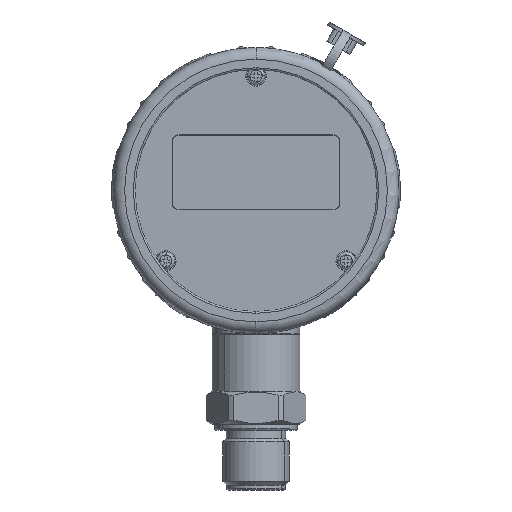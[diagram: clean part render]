
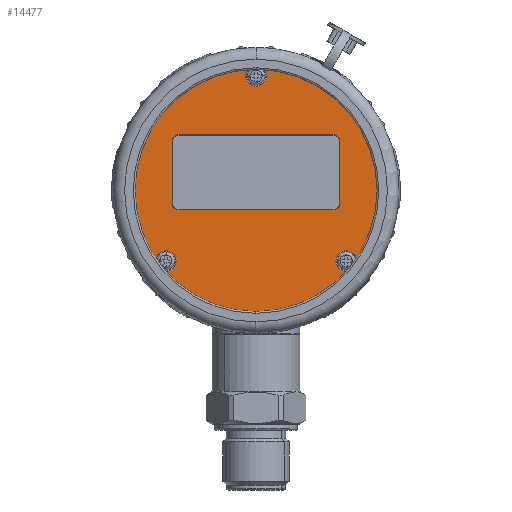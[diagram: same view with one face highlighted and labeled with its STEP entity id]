
A CAD part, front view. The second image highlights one B-rep face of the part: STEP entity #14477.
In plain terms, the highlighted planar face has unit normal (0, -1, 0).
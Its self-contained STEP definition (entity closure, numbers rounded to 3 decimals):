
#1092 = VERTEX_POINT ( 'NONE', #22596 ) ;
#1280 = ORIENTED_EDGE ( 'NONE', *, *, #53126, .T. ) ;
#1843 = EDGE_CURVE ( 'NONE', #10850, #23538, #29807, .T. ) ;
#1852 = VERTEX_POINT ( 'NONE', #8149 ) ;
#2126 = VERTEX_POINT ( 'NONE', #45416 ) ;
#3818 = LINE ( 'NONE', #33879, #25594 ) ;
#4147 = DIRECTION ( 'NONE',  ( 0., 0., 1. ) ) ;
#4227 = VERTEX_POINT ( 'NONE', #56268 ) ;
#4515 = EDGE_CURVE ( 'NONE', #2126, #20759, #3818, .T. ) ;
#4780 = CIRCLE ( 'NONE', #40976, 3.1 ) ;
#5987 = ORIENTED_EDGE ( 'NONE', *, *, #13036, .T. ) ;
#6464 = ORIENTED_EDGE ( 'NONE', *, *, #1843, .T. ) ;
#6576 = DIRECTION ( 'NONE',  ( 0., 0., 1. ) ) ;
#6642 = CARTESIAN_POINT ( 'NONE',  ( -27.186, -1.25, 18.14 ) ) ;
#6909 = DIRECTION ( 'NONE',  ( 0., 1., 0. ) ) ;
#7069 = CIRCLE ( 'NONE', #48180, 3.1 ) ;
#7840 = VECTOR ( 'NONE', #18524, 1000. ) ;
#8060 = DIRECTION ( 'NONE',  ( 0., 0., 1. ) ) ;
#8149 = CARTESIAN_POINT ( 'NONE',  ( 0., -1.25, -31.4 ) ) ;
#8223 = AXIS2_PLACEMENT_3D ( 'NONE', #21516, #46626, #60697 ) ;
#8554 = DIRECTION ( 'NONE',  ( 1., 0., 0. ) ) ;
#8671 = ORIENTED_EDGE ( 'NONE', *, *, #64154, .T. ) ;
#9708 = ORIENTED_EDGE ( 'NONE', *, *, #56543, .T. ) ;
#9969 = CARTESIAN_POINT ( 'NONE',  ( 23.2, -1.25, 5.8 ) ) ;
#10683 = LINE ( 'NONE', #21435, #61849 ) ;
#10850 = VERTEX_POINT ( 'NONE', #6642 ) ;
#11293 = ORIENTED_EDGE ( 'NONE', *, *, #19300, .T. ) ;
#11411 = ORIENTED_EDGE ( 'NONE', *, *, #21550, .T. ) ;
#11514 = EDGE_CURVE ( 'NONE', #16443, #1092, #35896, .T. ) ;
#11516 = CARTESIAN_POINT ( 'NONE',  ( 0., -1.25, -34.5 ) ) ;
#11807 = DIRECTION ( 'NONE',  ( 0., 1., 0. ) ) ;
#13036 = EDGE_CURVE ( 'NONE', #52673, #4227, #38805, .T. ) ;
#13565 = CARTESIAN_POINT ( 'NONE',  ( 27.186, -1.25, 24.34 ) ) ;
#13618 = CARTESIAN_POINT ( 'NONE',  ( -23.2, -1.25, -16.8 ) ) ;
#14308 = AXIS2_PLACEMENT_3D ( 'NONE', #42321, #62028, #8060 ) ;
#14343 = ORIENTED_EDGE ( 'NONE', *, *, #11514, .T. ) ;
#14477 = ADVANCED_FACE ( 'NONE', ( #39515, #58940, #55860, #49636, #41073 ), #56162, .F. ) ;
#15097 = DIRECTION ( 'NONE',  ( 0., 1., 0. ) ) ;
#15518 = DIRECTION ( 'NONE',  ( 0., -1., 0. ) ) ;
#15946 = CARTESIAN_POINT ( 'NONE',  ( 0., -1.25, -34.5 ) ) ;
#16443 = VERTEX_POINT ( 'NONE', #13565 ) ;
#17732 = CIRCLE ( 'NONE', #21603, 3.1 ) ;
#18185 = CARTESIAN_POINT ( 'NONE',  ( 25.3, -1.25, -14.7 ) ) ;
#18524 = DIRECTION ( 'NONE',  ( -1., 0., 0. ) ) ;
#18809 = DIRECTION ( 'NONE',  ( 0., 1., 0. ) ) ;
#19154 = VERTEX_POINT ( 'NONE', #44525 ) ;
#19300 = EDGE_CURVE ( 'NONE', #28284, #2126, #60653, .T. ) ;
#20239 = VERTEX_POINT ( 'NONE', #9969 ) ;
#20759 = VERTEX_POINT ( 'NONE', #51337 ) ;
#21388 = CARTESIAN_POINT ( 'NONE',  ( -27.186, -1.25, 21.24 ) ) ;
#21435 = CARTESIAN_POINT ( 'NONE',  ( 25.3, -1.25, 0. ) ) ;
#21507 = DIRECTION ( 'NONE',  ( 0., 0., 1. ) ) ;
#21516 = CARTESIAN_POINT ( 'NONE',  ( 0., -1.25, 0. ) ) ;
#21550 = EDGE_CURVE ( 'NONE', #20239, #38136, #28019, .T. ) ;
#21570 = CARTESIAN_POINT ( 'NONE',  ( -23.2, -1.25, -14.7 ) ) ;
#21603 = AXIS2_PLACEMENT_3D ( 'NONE', #11516, #6909, #21507 ) ;
#22596 = CARTESIAN_POINT ( 'NONE',  ( 27.186, -1.25, 18.14 ) ) ;
#23494 = ORIENTED_EDGE ( 'NONE', *, *, #4515, .T. ) ;
#23538 = VERTEX_POINT ( 'NONE', #52944 ) ;
#23743 = CARTESIAN_POINT ( 'NONE',  ( 23.2, -1.25, 3.7 ) ) ;
#25594 = VECTOR ( 'NONE', #63362, 1000. ) ;
#25668 = EDGE_LOOP ( 'NONE', ( #53256, #8671 ) ) ;
#26519 = AXIS2_PLACEMENT_3D ( 'NONE', #50313, #35940, #30377 ) ;
#26992 = DIRECTION ( 'NONE',  ( 0., 0., 1. ) ) ;
#27048 = CARTESIAN_POINT ( 'NONE',  ( 27.186, -1.25, 21.24 ) ) ;
#28019 = CIRCLE ( 'NONE', #57146, 2.1 ) ;
#28284 = VERTEX_POINT ( 'NONE', #13618 ) ;
#29243 = AXIS2_PLACEMENT_3D ( 'NONE', #21570, #61178, #26992 ) ;
#29807 = CIRCLE ( 'NONE', #35054, 3.1 ) ;
#29849 = CARTESIAN_POINT ( 'NONE',  ( 23.2, -1.25, -14.7 ) ) ;
#30377 = DIRECTION ( 'NONE',  ( 0., 0., 1. ) ) ;
#30442 = CARTESIAN_POINT ( 'NONE',  ( -23.2, -1.25, 3.7 ) ) ;
#31487 = EDGE_CURVE ( 'NONE', #1092, #16443, #36265, .T. ) ;
#31979 = DIRECTION ( 'NONE',  ( 0., 0., 1. ) ) ;
#33103 = DIRECTION ( 'NONE',  ( 0., 0., 1. ) ) ;
#33879 = CARTESIAN_POINT ( 'NONE',  ( -25.3, -1.25, 0. ) ) ;
#34521 = CARTESIAN_POINT ( 'NONE',  ( 25.3, -1.25, 3.7 ) ) ;
#35054 = AXIS2_PLACEMENT_3D ( 'NONE', #43059, #18809, #33103 ) ;
#35180 = ORIENTED_EDGE ( 'NONE', *, *, #60049, .T. ) ;
#35864 = CARTESIAN_POINT ( 'NONE',  ( -23.2, -1.25, 5.8 ) ) ;
#35896 = CIRCLE ( 'NONE', #14308, 3.1 ) ;
#35940 = DIRECTION ( 'NONE',  ( 0., -1., 0. ) ) ;
#36265 = CIRCLE ( 'NONE', #62039, 3.1 ) ;
#36548 = LINE ( 'NONE', #58160, #7840 ) ;
#37325 = EDGE_LOOP ( 'NONE', ( #14343, #40031 ) ) ;
#38136 = VERTEX_POINT ( 'NONE', #34521 ) ;
#38805 = CIRCLE ( 'NONE', #26519, 39.5 ) ;
#38874 = EDGE_CURVE ( 'NONE', #1852, #41253, #17732, .T. ) ;
#39443 = VERTEX_POINT ( 'NONE', #35864 ) ;
#39515 = FACE_BOUND ( 'NONE', #56010, .T. ) ;
#40031 = ORIENTED_EDGE ( 'NONE', *, *, #31487, .T. ) ;
#40976 = AXIS2_PLACEMENT_3D ( 'NONE', #21388, #11807, #6576 ) ;
#41073 = FACE_OUTER_BOUND ( 'NONE', #60628, .T. ) ;
#41253 = VERTEX_POINT ( 'NONE', #44141 ) ;
#41583 = EDGE_CURVE ( 'NONE', #39443, #20239, #44629, .T. ) ;
#41669 = AXIS2_PLACEMENT_3D ( 'NONE', #29849, #15097, #49761 ) ;
#42321 = CARTESIAN_POINT ( 'NONE',  ( 27.186, -1.25, 21.24 ) ) ;
#42796 = DIRECTION ( 'NONE',  ( 0., 0., -1. ) ) ;
#43059 = CARTESIAN_POINT ( 'NONE',  ( -27.186, -1.25, 21.24 ) ) ;
#43777 = AXIS2_PLACEMENT_3D ( 'NONE', #45204, #15518, #50198 ) ;
#43862 = ORIENTED_EDGE ( 'NONE', *, *, #41583, .T. ) ;
#44141 = CARTESIAN_POINT ( 'NONE',  ( 0., -1.25, -37.6 ) ) ;
#44406 = EDGE_LOOP ( 'NONE', ( #53393, #6464 ) ) ;
#44525 = CARTESIAN_POINT ( 'NONE',  ( 23.2, -1.25, -16.8 ) ) ;
#44629 = LINE ( 'NONE', #63589, #56272 ) ;
#45204 = CARTESIAN_POINT ( 'NONE',  ( 0., -1.25, 0. ) ) ;
#45416 = CARTESIAN_POINT ( 'NONE',  ( -25.3, -1.25, -14.7 ) ) ;
#46358 = CARTESIAN_POINT ( 'NONE',  ( 0., -1.25, 39.5 ) ) ;
#46626 = DIRECTION ( 'NONE',  ( 0., 1., 0. ) ) ;
#48180 = AXIS2_PLACEMENT_3D ( 'NONE', #15946, #50607, #55605 ) ;
#49636 = FACE_BOUND ( 'NONE', #25668, .T. ) ;
#49761 = DIRECTION ( 'NONE',  ( 0., 0., 1. ) ) ;
#50198 = DIRECTION ( 'NONE',  ( 0., 0., 1. ) ) ;
#50313 = CARTESIAN_POINT ( 'NONE',  ( 0., -1.25, 0. ) ) ;
#50607 = DIRECTION ( 'NONE',  ( 0., 1., 0. ) ) ;
#51337 = CARTESIAN_POINT ( 'NONE',  ( -25.3, -1.25, 3.7 ) ) ;
#52673 = VERTEX_POINT ( 'NONE', #46358 ) ;
#52944 = CARTESIAN_POINT ( 'NONE',  ( -27.186, -1.25, 24.34 ) ) ;
#53118 = EDGE_CURVE ( 'NONE', #63501, #19154, #61945, .T. ) ;
#53126 = EDGE_CURVE ( 'NONE', #4227, #52673, #54265, .T. ) ;
#53256 = ORIENTED_EDGE ( 'NONE', *, *, #38874, .T. ) ;
#53393 = ORIENTED_EDGE ( 'NONE', *, *, #56257, .T. ) ;
#53987 = ORIENTED_EDGE ( 'NONE', *, *, #60464, .T. ) ;
#54209 = ORIENTED_EDGE ( 'NONE', *, *, #53118, .T. ) ;
#54265 = CIRCLE ( 'NONE', #43777, 39.5 ) ;
#55578 = DIRECTION ( 'NONE',  ( 0., 0., 1. ) ) ;
#55605 = DIRECTION ( 'NONE',  ( 0., 0., 1. ) ) ;
#55860 = FACE_BOUND ( 'NONE', #37325, .T. ) ;
#56010 = EDGE_LOOP ( 'NONE', ( #43862, #11411, #35180, #54209, #9708, #11293, #23494, #53987 ) ) ;
#56162 = PLANE ( 'NONE',  #8223 ) ;
#56257 = EDGE_CURVE ( 'NONE', #23538, #10850, #4780, .T. ) ;
#56268 = CARTESIAN_POINT ( 'NONE',  ( 0., -1.25, -39.5 ) ) ;
#56272 = VECTOR ( 'NONE', #8554, 1000. ) ;
#56407 = CIRCLE ( 'NONE', #59935, 2.1 ) ;
#56543 = EDGE_CURVE ( 'NONE', #19154, #28284, #36548, .T. ) ;
#57146 = AXIS2_PLACEMENT_3D ( 'NONE', #23743, #58370, #4147 ) ;
#58160 = CARTESIAN_POINT ( 'NONE',  ( 0., -1.25, -16.8 ) ) ;
#58370 = DIRECTION ( 'NONE',  ( 0., 1., 0. ) ) ;
#58940 = FACE_BOUND ( 'NONE', #44406, .T. ) ;
#59935 = AXIS2_PLACEMENT_3D ( 'NONE', #30442, #60748, #55578 ) ;
#60049 = EDGE_CURVE ( 'NONE', #38136, #63501, #10683, .T. ) ;
#60464 = EDGE_CURVE ( 'NONE', #20759, #39443, #56407, .T. ) ;
#60628 = EDGE_LOOP ( 'NONE', ( #5987, #1280 ) ) ;
#60653 = CIRCLE ( 'NONE', #29243, 2.1 ) ;
#60697 = DIRECTION ( 'NONE',  ( 0., 0., 1. ) ) ;
#60748 = DIRECTION ( 'NONE',  ( 0., 1., 0. ) ) ;
#61178 = DIRECTION ( 'NONE',  ( 0., 1., 0. ) ) ;
#61656 = DIRECTION ( 'NONE',  ( 0., 1., 0. ) ) ;
#61849 = VECTOR ( 'NONE', #42796, 1000. ) ;
#61945 = CIRCLE ( 'NONE', #41669, 2.1 ) ;
#62028 = DIRECTION ( 'NONE',  ( 0., 1., 0. ) ) ;
#62039 = AXIS2_PLACEMENT_3D ( 'NONE', #27048, #61656, #31979 ) ;
#63362 = DIRECTION ( 'NONE',  ( 0., 0., 1. ) ) ;
#63501 = VERTEX_POINT ( 'NONE', #18185 ) ;
#63589 = CARTESIAN_POINT ( 'NONE',  ( 0., -1.25, 5.8 ) ) ;
#64154 = EDGE_CURVE ( 'NONE', #41253, #1852, #7069, .T. ) ;
